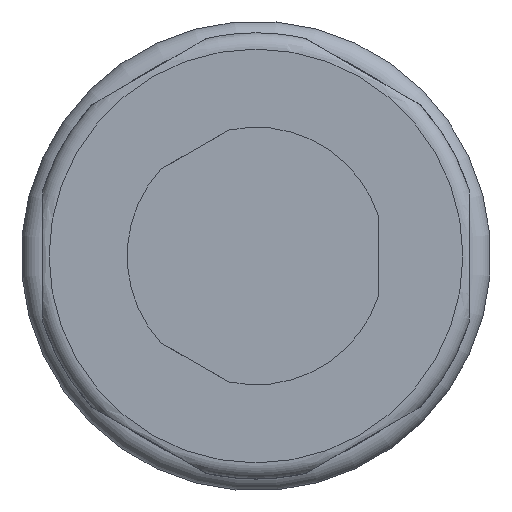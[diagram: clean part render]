
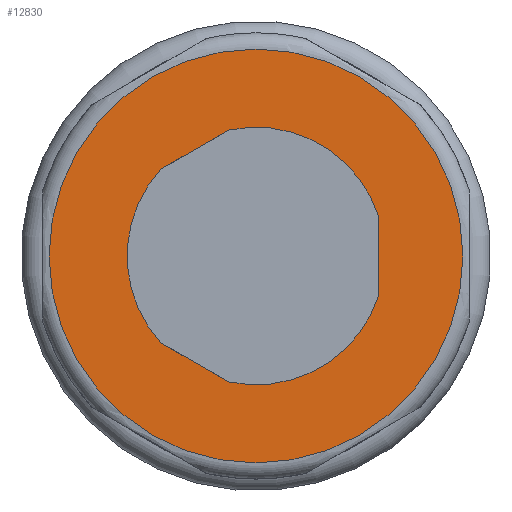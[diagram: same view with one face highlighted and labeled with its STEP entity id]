
A CAD part, left-side view. The second image highlights one B-rep face of the part: STEP entity #12830.
In plain terms, the highlighted planar face has unit normal (-1, 0, 0).
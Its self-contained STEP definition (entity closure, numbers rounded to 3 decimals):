
#376=PLANE('',#13605);
#673=FACE_BOUND('',#1462,.T.);
#736=FACE_OUTER_BOUND('',#1461,.T.);
#1461=EDGE_LOOP('',(#8361,#8362));
#1462=EDGE_LOOP('',(#8363,#8364,#8365,#8366,#8367,#8368));
#2250=CIRCLE('',#13606,10.2);
#2251=CIRCLE('',#13607,10.2);
#2252=CIRCLE('',#13608,6.35);
#2253=CIRCLE('',#13609,6.35);
#2254=CIRCLE('',#13610,6.35);
#3441=LINE('',#21602,#4158);
#3442=LINE('',#21606,#4159);
#3443=LINE('',#21610,#4160);
#4158=VECTOR('',#14321,10.);
#4159=VECTOR('',#14324,10.);
#4160=VECTOR('',#14327,10.);
#5066=VERTEX_POINT('',#21596);
#5067=VERTEX_POINT('',#21597);
#5068=VERTEX_POINT('',#21600);
#5069=VERTEX_POINT('',#21601);
#5070=VERTEX_POINT('',#21603);
#5071=VERTEX_POINT('',#21605);
#5072=VERTEX_POINT('',#21607);
#5073=VERTEX_POINT('',#21609);
#6389=EDGE_CURVE('',#5066,#5067,#2250,.T.);
#6390=EDGE_CURVE('',#5067,#5066,#2251,.T.);
#6391=EDGE_CURVE('',#5068,#5069,#3441,.T.);
#6392=EDGE_CURVE('',#5069,#5070,#2252,.T.);
#6393=EDGE_CURVE('',#5070,#5071,#3442,.T.);
#6394=EDGE_CURVE('',#5071,#5072,#2253,.T.);
#6395=EDGE_CURVE('',#5072,#5073,#3443,.T.);
#6396=EDGE_CURVE('',#5073,#5068,#2254,.T.);
#8361=ORIENTED_EDGE('',*,*,#6389,.F.);
#8362=ORIENTED_EDGE('',*,*,#6390,.F.);
#8363=ORIENTED_EDGE('',*,*,#6391,.T.);
#8364=ORIENTED_EDGE('',*,*,#6392,.T.);
#8365=ORIENTED_EDGE('',*,*,#6393,.T.);
#8366=ORIENTED_EDGE('',*,*,#6394,.T.);
#8367=ORIENTED_EDGE('',*,*,#6395,.T.);
#8368=ORIENTED_EDGE('',*,*,#6396,.T.);
#12830=ADVANCED_FACE('',(#736,#673),#376,.T.);
#13605=AXIS2_PLACEMENT_3D('',#21595,#14315,#14316);
#13606=AXIS2_PLACEMENT_3D('',#21598,#14317,#14318);
#13607=AXIS2_PLACEMENT_3D('',#21599,#14319,#14320);
#13608=AXIS2_PLACEMENT_3D('',#21604,#14322,#14323);
#13609=AXIS2_PLACEMENT_3D('',#21608,#14325,#14326);
#13610=AXIS2_PLACEMENT_3D('',#21611,#14328,#14329);
#14315=DIRECTION('center_axis',(-1.,0.,0.));
#14316=DIRECTION('ref_axis',(0.,0.,1.));
#14317=DIRECTION('center_axis',(1.,0.,0.));
#14318=DIRECTION('ref_axis',(0.,-1.,0.));
#14319=DIRECTION('center_axis',(1.,0.,0.));
#14320=DIRECTION('ref_axis',(0.,-1.,0.));
#14321=DIRECTION('',(0.,0.866,0.5));
#14322=DIRECTION('center_axis',(1.,0.,0.));
#14323=DIRECTION('ref_axis',(0.,-0.739,-0.673));
#14324=DIRECTION('',(0.,-0.866,0.5));
#14325=DIRECTION('center_axis',(1.,0.,0.));
#14326=DIRECTION('ref_axis',(0.,0.953,-0.304));
#14327=DIRECTION('',(0.,0.,-1.));
#14328=DIRECTION('center_axis',(1.,0.,0.));
#14329=DIRECTION('ref_axis',(0.,-0.213,0.977));
#21595=CARTESIAN_POINT('Origin',(0.,8.525,0.));
#21596=CARTESIAN_POINT('',(0.,10.2,0.));
#21597=CARTESIAN_POINT('',(0.,0.,10.2));
#21598=CARTESIAN_POINT('Origin',(0.,0.,0.));
#21599=CARTESIAN_POINT('Origin',(0.,0.,0.));
#21600=CARTESIAN_POINT('',(0.,1.355,-6.204));
#21601=CARTESIAN_POINT('',(0.,4.695,-4.275));
#21602=CARTESIAN_POINT('',(0.,7.057,-2.912));
#21603=CARTESIAN_POINT('',(0.,4.695,4.275));
#21604=CARTESIAN_POINT('Origin',(0.,0.,0.));
#21605=CARTESIAN_POINT('',(0.,1.355,6.204));
#21606=CARTESIAN_POINT('',(0.,5.387,3.876));
#21607=CARTESIAN_POINT('',(0.,-6.05,1.929));
#21608=CARTESIAN_POINT('Origin',(0.,0.,0.));
#21609=CARTESIAN_POINT('',(0.,-6.05,-1.929));
#21610=CARTESIAN_POINT('',(0.,-6.05,-0.964));
#21611=CARTESIAN_POINT('Origin',(0.,0.,0.));
